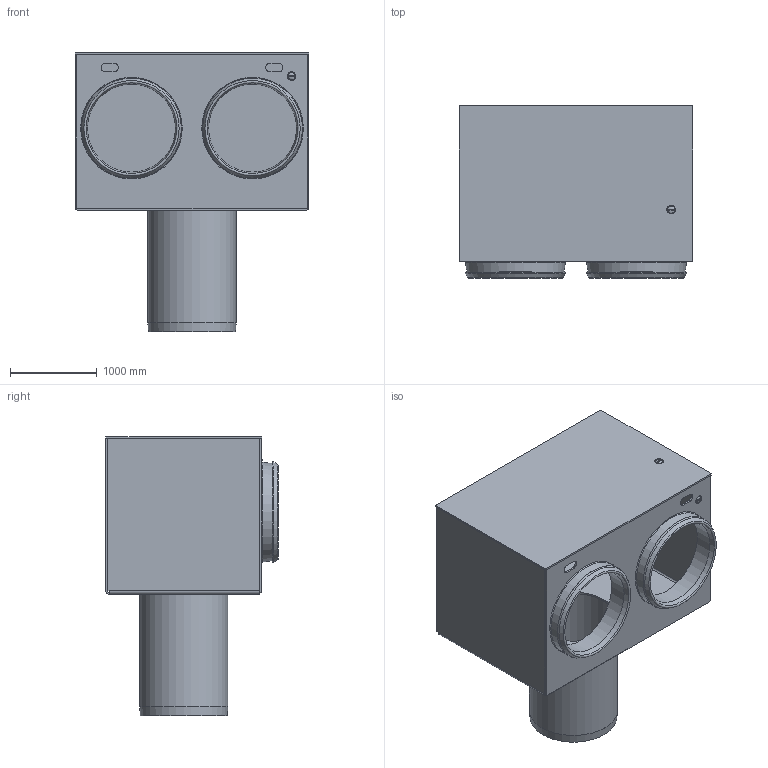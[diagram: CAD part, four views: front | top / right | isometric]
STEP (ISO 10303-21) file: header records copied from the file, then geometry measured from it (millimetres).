
FILE_DESCRIPTION(/* description */ (''),/* implementation_level */ '2;1');
FILE_NAME(/* name */ '00440.100X_3D.stp',/* time_stamp */ '2024-12-11T12:56:23+01:00',/* author */ ('CAD'),/* organization */ (''),/* preprocessor_version */ 'ST-DEVELOPER v20',/* originating_system */ 'AutoCAD Mechanical',/* authorisation */ '');
FILE_SCHEMA (('AUTOMOTIVE_DESIGN { 1 0 10303 214 3 1 1 }'));
Length unit declared in the file: centimetre
Products named in the file (3): Product; *S0; 00442100XA
Assembly tree (2 placements, depth 2):
  Product
    *S0
    00442100XA
Bounding box: 2700 x 1990 x 3224.6 mm (x, y, z)
Volume: 630894456.1 mm3; surface area: 61827874 mm2
Topology: 12 solids, 12 shells, 171 faces, 397 edges, 256 vertices
Faces by surface type: plane 89, cylinder 29, cone 23, torus 18, bspline 8, sphere 4
Full cylindrical faces by diameter (mm): 36.5 x2, 40 x2, 980 x2, 1016 x2, 1020 x1, 1134 x2, 1165 x2
Entity records: 4971 total; most frequent: CARTESIAN_POINT 917, DIRECTION 861, ORIENTED_EDGE 788, EDGE_CURVE 394, AXIS2_PLACEMENT_3D 320, VERTEX_POINT 250, LINE 221, VECTOR 221
